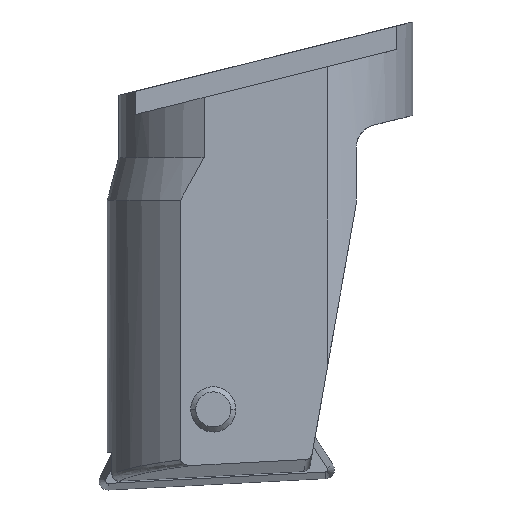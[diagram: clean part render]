
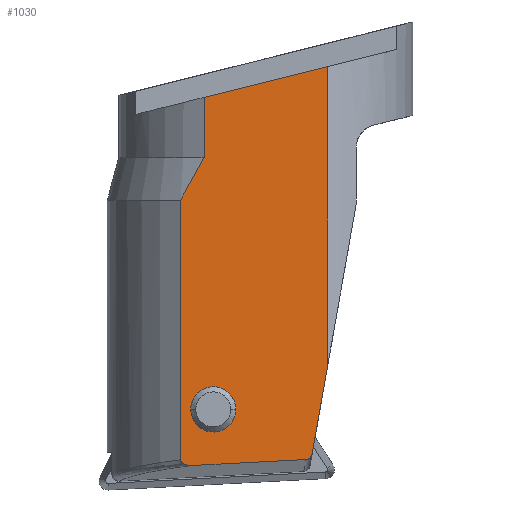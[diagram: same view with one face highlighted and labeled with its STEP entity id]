
A CAD part, front view. The second image highlights one B-rep face of the part: STEP entity #1030.
In plain terms, the highlighted planar face has unit normal (0, -1, 0).
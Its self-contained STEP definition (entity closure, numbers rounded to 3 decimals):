
#702=VERTEX_POINT('NONE',#1923);
#704=EDGE_CURVE('NONE',#702,#1510,#1925,.T.);
#722=VERTEX_POINT('NONE',#1943);
#724=EDGE_CURVE('NONE',#722,#858,#1945,.T.);
#746=EDGE_CURVE('NONE',#758,#1416,#1969,.F.);
#758=VERTEX_POINT('NONE',#1981);
#772=EDGE_CURVE('NONE',#758,#1634,#1995,.T.);
#828=EDGE_CURVE('NONE',#1660,#1634,#2060,.T.);
#858=VERTEX_POINT('NONE',#2094);
#890=EDGE_CURVE('NONE',#1416,#702,#2130,.T.);
#902=EDGE_CURVE('NONE',#962,#1660,#2144,.F.);
#962=VERTEX_POINT('NONE',#2211);
#966=VERTEX_POINT('NONE',#2215);
#1030=ADVANCED_FACE('NONE',(#2286,#2287),#2288,.F.);
#1194=EDGE_CURVE('NONE',#858,#722,#2472,.F.);
#1286=EDGE_CURVE('NONE',#1360,#962,#2574,.F.);
#1342=EDGE_CURVE('NONE',#1360,#966,#2638,.T.);
#1360=VERTEX_POINT('NONE',#2657);
#1416=VERTEX_POINT('NONE',#2714);
#1418=EDGE_CURVE('NONE',#1510,#966,#2716,.F.);
#1510=VERTEX_POINT('NONE',#2816);
#1634=VERTEX_POINT('NONE',#2954);
#1660=VERTEX_POINT('NONE',#2980);
#1923=CARTESIAN_POINT('',(-3.767,-5.9,-7.866));
#1925=LINE('',#3292,#3293);
#1943=CARTESIAN_POINT('',(-3.32,-5.9,-17.17));
#1945=CIRCLE('',#3321,1.0);
#1969=LINE('',#3355,#3356);
#1981=CARTESIAN_POINT('',(-2.728,-5.9,-3.331));
#1995=LINE('',#3395,#3396);
#2060=LINE('',#3471,#3472);
#2094=CARTESIAN_POINT('',(-1.323,-5.9,-17.065));
#2130=(B_SPLINE_CURVE(2,(#3579,#3580,#3581),.UNSPECIFIED.,.F.,.F.)B_SPLINE_CURVE_WITH_KNOTS((3,3),(1.982,4.019),.UNSPECIFIED.)RATIONAL_B_SPLINE_CURVE((1.009,1.011,1.006))BOUNDED_CURVE()REPRESENTATION_ITEM('')GEOMETRIC_REPRESENTATION_ITEM()CURVE());
#2144=LINE('',#3604,#3605);
#2211=CARTESIAN_POINT('',(2.046,-5.9,-19.082));
#2215=CARTESIAN_POINT('',(-3.226,-5.9,-19.594));
#2286=FACE_OUTER_BOUND('',#3792,.T.);
#2287=FACE_BOUND('',#3793,.T.);
#2288=PLANE('',#3794);
#2472=CIRCLE('',#4098,1.0);
#2574=ELLIPSE('',#4228,0.302,0.3);
#2638=LINE('',#4309,#4310);
#2657=CARTESIAN_POINT('',(1.765,-5.9,-19.332));
#2714=CARTESIAN_POINT('',(-2.728,-5.9,-6.0));
#2716=B_SPLINE_CURVE_WITH_KNOTS('',3,(#4422,#4423,#4424,#4425,#4426,#4427,#4428,#4429,#4430,#4431,#4432,#4433,#4434,#4435,#4436,#4437),.UNSPECIFIED.,.F.,.F.,(4,3,3,3,3,4),(0.0,0.5,0.75,0.882,0.969,1.0),.UNSPECIFIED.);
#2816=CARTESIAN_POINT('',(-3.767,-5.9,-19.342));
#2954=CARTESIAN_POINT('',(2.728,-5.9,-1.971));
#2980=CARTESIAN_POINT('',(2.728,-5.9,-15.216));
#3292=CARTESIAN_POINT('',(-3.767,-5.9,0.0));
#3293=VECTOR('',#5963,1.0);
#3321=AXIS2_PLACEMENT_3D('',#5980,#5981,#5982);
#3355=CARTESIAN_POINT('',(-2.728,-5.9,0.0));
#3356=VECTOR('',#6021,1.0);
#3395=CARTESIAN_POINT('',(-12.115,-5.9,-5.672));
#3396=VECTOR('',#6043,1.0);
#3471=CARTESIAN_POINT('',(2.728,-5.9,0.0));
#3472=VECTOR('',#6147,1.0);
#3579=CARTESIAN_POINT('',(-2.728,-5.9,-6.));
#3580=CARTESIAN_POINT('',(-3.228,-5.9,-6.784));
#3581=CARTESIAN_POINT('',(-3.767,-5.9,-7.866));
#3604=CARTESIAN_POINT('',(1.565,-5.9,-21.809));
#3605=VECTOR('',#6256,1.0);
#3792=EDGE_LOOP('',(#6454,#6455,#6456,#6457,#6458,#6459,#6460,#6461,#6462));
#3793=EDGE_LOOP('',(#6463,#6464));
#3794=AXIS2_PLACEMENT_3D('',#6465,#6466,#6467);
#4098=AXIS2_PLACEMENT_3D('',#6705,#6706,#6707);
#4228=AXIS2_PLACEMENT_3D('',#6818,#6819,#6820);
#4309=CARTESIAN_POINT('',(-9.953,-5.9,-19.946));
#4310=VECTOR('',#6908,1.0);
#4422=CARTESIAN_POINT('',(-3.226,-5.9,-19.594));
#4423=CARTESIAN_POINT('',(-3.335,-5.9,-19.599));
#4424=CARTESIAN_POINT('',(-3.446,-5.9,-19.592));
#4425=CARTESIAN_POINT('',(-3.551,-5.9,-19.559));
#4426=CARTESIAN_POINT('',(-3.603,-5.9,-19.543));
#4427=CARTESIAN_POINT('',(-3.654,-5.9,-19.519));
#4428=CARTESIAN_POINT('',(-3.695,-5.9,-19.483));
#4429=CARTESIAN_POINT('',(-3.716,-5.9,-19.465));
#4430=CARTESIAN_POINT('',(-3.736,-5.9,-19.443));
#4431=CARTESIAN_POINT('',(-3.749,-5.9,-19.417));
#4432=CARTESIAN_POINT('',(-3.757,-5.9,-19.4));
#4433=CARTESIAN_POINT('',(-3.763,-5.9,-19.381));
#4434=CARTESIAN_POINT('',(-3.766,-5.9,-19.362));
#4435=CARTESIAN_POINT('',(-3.767,-5.9,-19.355));
#4436=CARTESIAN_POINT('',(-3.767,-5.9,-19.349));
#4437=CARTESIAN_POINT('',(-3.767,-5.9,-19.342));
#5963=DIRECTION('',(0.0,0.0,-1.0));
#5980=CARTESIAN_POINT('',(-2.321,-5.9,-17.117));
#5981=DIRECTION('',(0.0,1.0,0.0));
#5982=DIRECTION('',(-0.999,0.0,-0.052));
#6021=DIRECTION('',(-0.0,-0.0,1.0));
#6043=DIRECTION('',(0.97,0.0,0.242));
#6147=DIRECTION('',(-0.0,-0.0,1.0));
#6256=DIRECTION('',(-0.174,0.0,-0.985));
#6454=ORIENTED_EDGE('',*,*,#902,.T.);
#6455=ORIENTED_EDGE('',*,*,#828,.T.);
#6456=ORIENTED_EDGE('',*,*,#772,.F.);
#6457=ORIENTED_EDGE('',*,*,#746,.T.);
#6458=ORIENTED_EDGE('',*,*,#890,.T.);
#6459=ORIENTED_EDGE('',*,*,#704,.T.);
#6460=ORIENTED_EDGE('',*,*,#1418,.T.);
#6461=ORIENTED_EDGE('',*,*,#1342,.F.);
#6462=ORIENTED_EDGE('',*,*,#1286,.T.);
#6463=ORIENTED_EDGE('',*,*,#724,.T.);
#6464=ORIENTED_EDGE('',*,*,#1194,.T.);
#6465=CARTESIAN_POINT('',(-9.459,-5.9,-20.7));
#6466=DIRECTION('',(-0.0,1.0,0.0));
#6467=DIRECTION('',(1.0,0.0,0.0));
#6705=CARTESIAN_POINT('',(-2.321,-5.9,-17.117));
#6706=DIRECTION('',(0.0,-1.0,-0.0));
#6707=DIRECTION('',(-0.999,0.0,-0.052));
#6818=CARTESIAN_POINT('',(1.75,-5.9,-19.03));
#6819=DIRECTION('',(0.0,1.0,0.0));
#6820=DIRECTION('',(-0.174,0.0,-0.985));
#6908=DIRECTION('',(-0.999,0.0,-0.052));
